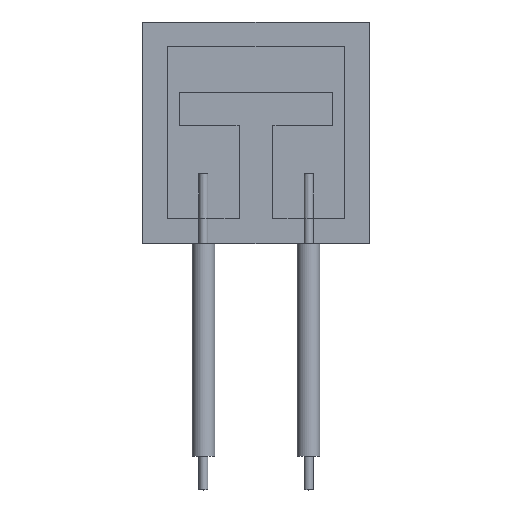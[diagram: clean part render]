
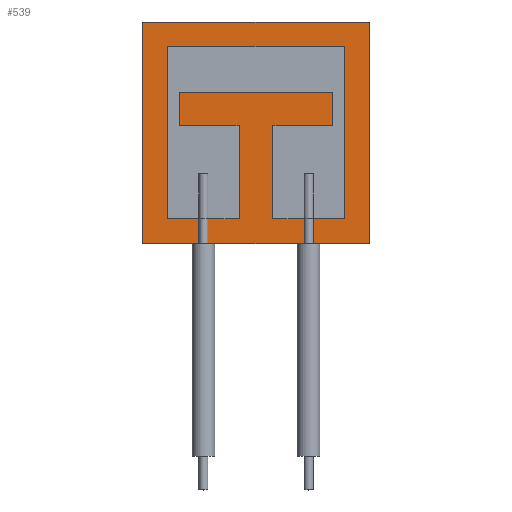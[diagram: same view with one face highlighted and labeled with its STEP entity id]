
A CAD part, top view. The second image highlights one B-rep face of the part: STEP entity #539.
In plain terms, the highlighted planar face has unit normal (0, 0, 1).
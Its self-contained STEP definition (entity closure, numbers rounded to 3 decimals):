
#57=FACE_OUTER_BOUND('',#93,.T.);
#93=EDGE_LOOP('',(#381,#382,#383,#384));
#129=LINE('',#804,#187);
#133=LINE('',#812,#191);
#136=LINE('',#818,#194);
#139=LINE('',#823,#197);
#187=VECTOR('',#644,10.);
#191=VECTOR('',#650,10.);
#194=VECTOR('',#655,10.);
#197=VECTOR('',#660,10.);
#245=VERTEX_POINT('',#802);
#246=VERTEX_POINT('',#803);
#249=VERTEX_POINT('',#811);
#251=VERTEX_POINT('',#817);
#293=EDGE_CURVE('',#245,#246,#129,.T.);
#297=EDGE_CURVE('',#249,#245,#133,.T.);
#300=EDGE_CURVE('',#251,#249,#136,.T.);
#303=EDGE_CURVE('',#246,#251,#139,.T.);
#381=ORIENTED_EDGE('',*,*,#303,.F.);
#382=ORIENTED_EDGE('',*,*,#293,.F.);
#383=ORIENTED_EDGE('',*,*,#297,.F.);
#384=ORIENTED_EDGE('',*,*,#300,.F.);
#513=PLANE('',#594);
#539=ADVANCED_FACE('',(#57),#513,.T.);
#594=AXIS2_PLACEMENT_3D('',#825,#662,#663);
#644=DIRECTION('',(0.,1.,0.));
#650=DIRECTION('',(-1.,0.,0.));
#655=DIRECTION('',(0.,-1.,0.));
#660=DIRECTION('',(1.,0.,0.));
#662=DIRECTION('center_axis',(0.,0.,1.));
#663=DIRECTION('ref_axis',(1.,0.,0.));
#802=CARTESIAN_POINT('',(-2.5,-2.45,0.));
#803=CARTESIAN_POINT('',(-2.5,2.45,0.));
#804=CARTESIAN_POINT('',(-2.5,-2.45,0.));
#811=CARTESIAN_POINT('',(2.5,-2.45,0.));
#812=CARTESIAN_POINT('',(2.5,-2.45,0.));
#817=CARTESIAN_POINT('',(2.5,2.45,0.));
#818=CARTESIAN_POINT('',(2.5,2.45,0.));
#823=CARTESIAN_POINT('',(-2.5,2.45,0.));
#825=CARTESIAN_POINT('Origin',(0.,0.,0.));
